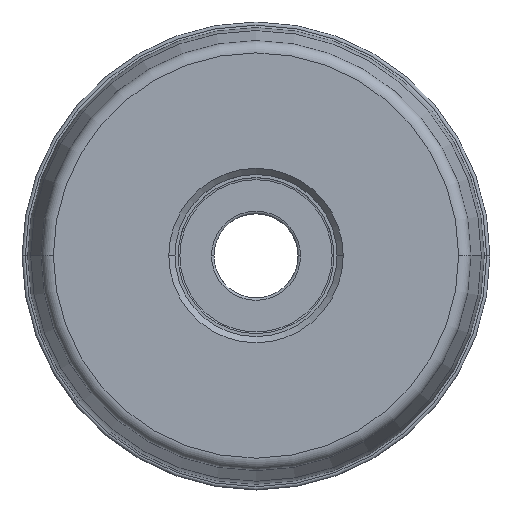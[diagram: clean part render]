
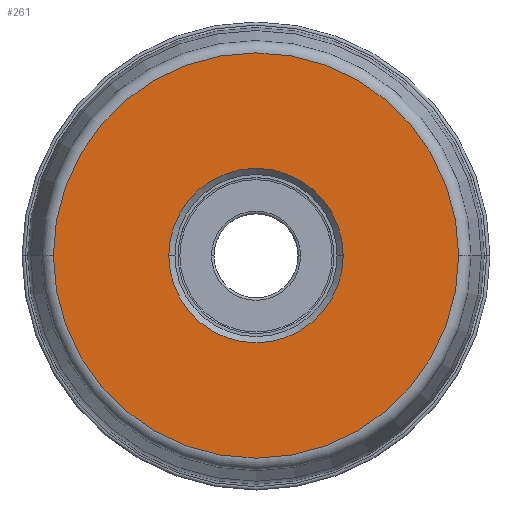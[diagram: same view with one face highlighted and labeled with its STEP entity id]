
A CAD part, top view. The second image highlights one B-rep face of the part: STEP entity #261.
In plain terms, the highlighted planar face has unit normal (0, 0, 1).
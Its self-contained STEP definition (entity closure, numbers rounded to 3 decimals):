
#261=ADVANCED_FACE('',(#302,#303),#292,.F.);
#292=PLANE('',#1801);
#302=FACE_BOUND('',#372,.T.);
#303=FACE_BOUND('',#373,.T.);
#372=EDGE_LOOP('',(#702,#703,#704,#705));
#373=EDGE_LOOP('',(#706,#707));
#702=ORIENTED_EDGE('',*,*,#1118,.T.);
#703=ORIENTED_EDGE('',*,*,#1123,.T.);
#704=ORIENTED_EDGE('',*,*,#1122,.F.);
#705=ORIENTED_EDGE('',*,*,#1119,.T.);
#706=ORIENTED_EDGE('',*,*,#1124,.T.);
#707=ORIENTED_EDGE('',*,*,#1125,.T.);
#928=VERTEX_POINT('',#2806);
#929=VERTEX_POINT('',#2807);
#930=VERTEX_POINT('',#2809);
#931=VERTEX_POINT('',#2814);
#932=VERTEX_POINT('',#2818);
#933=VERTEX_POINT('',#2819);
#1118=EDGE_CURVE('',#928,#929,#1321,.T.);
#1119=EDGE_CURVE('',#930,#928,#1322,.T.);
#1122=EDGE_CURVE('',#930,#931,#1325,.T.);
#1123=EDGE_CURVE('',#929,#931,#1326,.T.);
#1124=EDGE_CURVE('',#932,#933,#1327,.T.);
#1125=EDGE_CURVE('',#933,#932,#1328,.T.);
#1321=CIRCLE('',#1791,33.);
#1322=CIRCLE('',#1792,33.);
#1325=CIRCLE('',#1796,33.);
#1326=CIRCLE('',#1797,33.);
#1327=CIRCLE('',#1799,14.2);
#1328=CIRCLE('',#1800,14.2);
#1791=AXIS2_PLACEMENT_3D('',#2805,#2301,#2302);
#1792=AXIS2_PLACEMENT_3D('',#2808,#2303,#2304);
#1796=AXIS2_PLACEMENT_3D('',#2813,#2311,#2312);
#1797=AXIS2_PLACEMENT_3D('',#2815,#2313,#2314);
#1799=AXIS2_PLACEMENT_3D('',#2817,#2317,#2318);
#1800=AXIS2_PLACEMENT_3D('',#2820,#2319,#2320);
#1801=AXIS2_PLACEMENT_3D('',#2821,#2321,#2322);
#2301=DIRECTION('',(0.,0.,1.));
#2302=DIRECTION('',(-1.,0.,0.));
#2303=DIRECTION('',(0.,0.,1.));
#2304=DIRECTION('',(-1.,0.,0.));
#2311=DIRECTION('',(0.,0.,-1.));
#2312=DIRECTION('',(1.,0.,0.));
#2313=DIRECTION('',(0.,0.,1.));
#2314=DIRECTION('',(1.,0.,0.));
#2317=DIRECTION('',(0.,0.,-1.));
#2318=DIRECTION('',(-1.,0.,0.));
#2319=DIRECTION('',(0.,0.,-1.));
#2320=DIRECTION('',(1.,0.,0.));
#2321=DIRECTION('',(0.,0.,-1.));
#2322=DIRECTION('',(1.,0.,0.));
#2805=CARTESIAN_POINT('',(0.,0.,0.));
#2806=CARTESIAN_POINT('',(-33.,-0.015,0.));
#2807=CARTESIAN_POINT('',(33.,0.,0.));
#2808=CARTESIAN_POINT('',(0.,0.,0.));
#2809=CARTESIAN_POINT('',(-33.,0.,0.));
#2813=CARTESIAN_POINT('',(0.,0.,0.));
#2814=CARTESIAN_POINT('',(33.,0.015,0.));
#2815=CARTESIAN_POINT('',(0.,0.,0.));
#2817=CARTESIAN_POINT('',(0.,0.,0.));
#2818=CARTESIAN_POINT('',(-14.2,0.,0.));
#2819=CARTESIAN_POINT('',(14.2,0.,0.));
#2820=CARTESIAN_POINT('',(0.,0.,0.));
#2821=CARTESIAN_POINT('',(0.,0.,0.));
